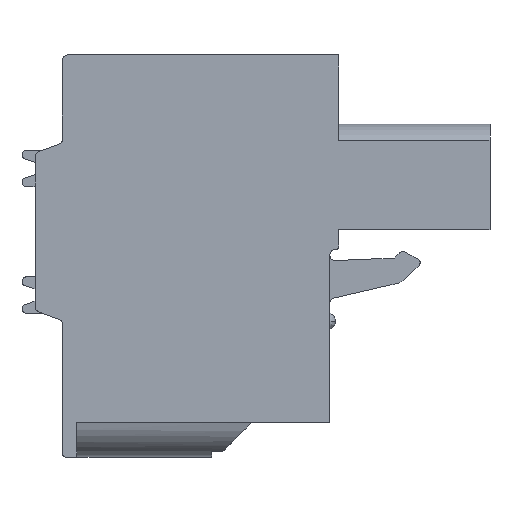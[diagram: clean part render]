
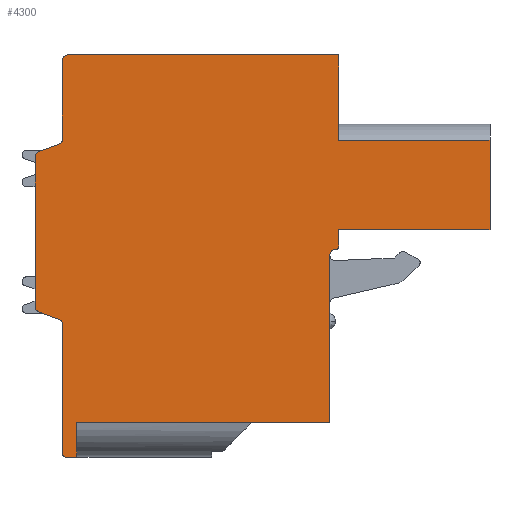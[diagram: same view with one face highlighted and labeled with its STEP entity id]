
A CAD part, front view. The second image highlights one B-rep face of the part: STEP entity #4300.
In plain terms, the highlighted planar face has unit normal (0, -1, 0).
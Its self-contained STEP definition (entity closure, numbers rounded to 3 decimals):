
#307=DIRECTION('',(0.,0.,1.));
#308=VECTOR('',#307,4.7);
#309=CARTESIAN_POINT('',(4.181,-15.14,6.775));
#310=LINE('',#309,#308);
#337=DIRECTION('',(-1.,0.,0.));
#338=VECTOR('',#337,8.3);
#339=CARTESIAN_POINT('',(12.481,-15.14,6.775));
#340=LINE('',#339,#338);
#341=DIRECTION('',(0.,0.,-1.));
#342=VECTOR('',#341,4.9);
#343=CARTESIAN_POINT('',(12.481,-15.14,6.775));
#344=LINE('',#343,#342);
#345=DIRECTION('',(-1.,0.,0.));
#346=VECTOR('',#345,8.3);
#347=CARTESIAN_POINT('',(12.481,-15.14,1.875));
#348=LINE('',#347,#346);
#349=DIRECTION('',(0.,0.,-1.));
#350=VECTOR('',#349,0.901);
#351=CARTESIAN_POINT('',(4.181,-15.14,1.875));
#352=LINE('',#351,#350);
#353=CARTESIAN_POINT('',(3.981,-15.14,0.974));
#354=DIRECTION('',(0.,1.,0.));
#355=DIRECTION('',(1.,0.,0.));
#356=AXIS2_PLACEMENT_3D('',#353,#354,#355);
#358=CARTESIAN_POINT('',(3.981,-15.14,0.474));
#359=DIRECTION('',(0.,-1.,0.));
#360=DIRECTION('',(0.,0.,1.));
#361=AXIS2_PLACEMENT_3D('',#358,#359,#360);
#363=DIRECTION('',(-1.,0.,0.));
#364=VECTOR('',#363,13.9);
#365=CARTESIAN_POINT('',(3.681,-15.14,-8.725));
#366=LINE('',#365,#364);
#367=DIRECTION('',(0.,0.,-1.));
#368=VECTOR('',#367,1.9);
#369=CARTESIAN_POINT('',(-10.219,-15.14,-8.725));
#370=LINE('',#369,#368);
#371=DIRECTION('',(-1.,0.,0.));
#372=VECTOR('',#371,0.6);
#373=CARTESIAN_POINT('',(-10.219,-15.14,-10.625));
#374=LINE('',#373,#372);
#375=CARTESIAN_POINT('',(-10.819,-15.14,-10.425));
#376=DIRECTION('',(0.,1.,0.));
#377=DIRECTION('',(0.,0.,-1.));
#378=AXIS2_PLACEMENT_3D('',#375,#376,#377);
#380=DIRECTION('',(0.,0.,1.));
#381=VECTOR('',#380,7.095);
#382=CARTESIAN_POINT('',(-11.019,-15.14,-10.425));
#383=LINE('',#382,#381);
#384=CARTESIAN_POINT('',(-11.319,-15.14,-3.33));
#385=DIRECTION('',(0.,-1.,0.));
#386=DIRECTION('',(1.,0.,0.));
#387=AXIS2_PLACEMENT_3D('',#384,#385,#386);
#389=DIRECTION('',(-0.94,0.,0.342));
#390=VECTOR('',#389,1.176);
#391=CARTESIAN_POINT('',(-11.216,-15.14,-3.048));
#392=LINE('',#391,#390);
#393=CARTESIAN_POINT('',(-12.219,-15.14,-2.364));
#394=DIRECTION('',(0.,1.,0.));
#395=DIRECTION('',(-0.342,0.,-0.94));
#396=AXIS2_PLACEMENT_3D('',#393,#394,#395);
#398=DIRECTION('',(0.,0.,1.));
#399=VECTOR('',#398,8.238);
#400=CARTESIAN_POINT('',(-12.519,-15.14,-2.364));
#401=LINE('',#400,#399);
#402=CARTESIAN_POINT('',(-12.219,-15.14,5.874));
#403=DIRECTION('',(0.,1.,0.));
#404=DIRECTION('',(-1.,0.,0.));
#405=AXIS2_PLACEMENT_3D('',#402,#403,#404);
#407=DIRECTION('',(0.94,0.,0.342));
#408=VECTOR('',#407,1.176);
#409=CARTESIAN_POINT('',(-12.321,-15.14,6.156));
#410=LINE('',#409,#408);
#411=CARTESIAN_POINT('',(-11.319,-15.14,6.84));
#412=DIRECTION('',(0.,-1.,0.));
#413=DIRECTION('',(0.342,0.,-0.94));
#414=AXIS2_PLACEMENT_3D('',#411,#412,#413);
#416=DIRECTION('',(0.,0.,1.));
#417=VECTOR('',#416,4.335);
#418=CARTESIAN_POINT('',(-11.019,-15.14,6.84));
#419=LINE('',#418,#417);
#420=CARTESIAN_POINT('',(-10.719,-15.14,11.175));
#421=DIRECTION('',(0.,1.,0.));
#422=DIRECTION('',(-1.,0.,0.));
#423=AXIS2_PLACEMENT_3D('',#420,#421,#422);
#425=DIRECTION('',(1.,0.,0.));
#426=VECTOR('',#425,14.9);
#427=CARTESIAN_POINT('',(-10.719,-15.14,11.475));
#428=LINE('',#427,#426);
#639=DIRECTION('',(0.,0.,1.));
#640=VECTOR('',#639,9.199);
#641=CARTESIAN_POINT('',(3.681,-15.14,-8.725));
#642=LINE('',#641,#640);
#3012=CARTESIAN_POINT('',(-12.519,-15.14,-2.364));
#3013=CARTESIAN_POINT('',(-12.519,-15.14,5.874));
#3014=VERTEX_POINT('',#3012);
#3015=VERTEX_POINT('',#3013);
#3016=CARTESIAN_POINT('',(-12.321,-15.14,6.156));
#3017=VERTEX_POINT('',#3016);
#3018=CARTESIAN_POINT('',(-11.216,-15.14,6.558));
#3019=VERTEX_POINT('',#3018);
#3020=CARTESIAN_POINT('',(-11.019,-15.14,6.84));
#3021=VERTEX_POINT('',#3020);
#3022=CARTESIAN_POINT('',(-11.019,-15.14,11.175));
#3023=VERTEX_POINT('',#3022);
#3024=CARTESIAN_POINT('',(-10.719,-15.14,11.475));
#3025=VERTEX_POINT('',#3024);
#3026=CARTESIAN_POINT('',(4.181,-15.14,11.475));
#3027=VERTEX_POINT('',#3026);
#3028=CARTESIAN_POINT('',(3.681,-15.14,-8.725));
#3029=CARTESIAN_POINT('',(-10.219,-15.14,-8.725));
#3030=VERTEX_POINT('',#3028);
#3031=VERTEX_POINT('',#3029);
#3032=CARTESIAN_POINT('',(-10.219,-15.14,-10.625));
#3033=VERTEX_POINT('',#3032);
#3034=CARTESIAN_POINT('',(-10.819,-15.14,-10.625));
#3035=VERTEX_POINT('',#3034);
#3036=CARTESIAN_POINT('',(-11.019,-15.14,-10.425));
#3037=VERTEX_POINT('',#3036);
#3038=CARTESIAN_POINT('',(-11.019,-15.14,-3.33));
#3039=VERTEX_POINT('',#3038);
#3040=CARTESIAN_POINT('',(-11.216,-15.14,-3.048));
#3041=VERTEX_POINT('',#3040);
#3042=CARTESIAN_POINT('',(-12.321,-15.14,-2.646));
#3043=VERTEX_POINT('',#3042);
#3054=CARTESIAN_POINT('',(4.181,-15.14,0.974));
#3055=CARTESIAN_POINT('',(3.981,-15.14,0.774));
#3056=VERTEX_POINT('',#3054);
#3057=VERTEX_POINT('',#3055);
#3058=CARTESIAN_POINT('',(4.181,-15.14,1.875));
#3059=VERTEX_POINT('',#3058);
#3060=CARTESIAN_POINT('',(3.681,-15.14,0.474));
#3061=VERTEX_POINT('',#3060);
#3062=CARTESIAN_POINT('',(12.481,-15.14,1.875));
#3063=VERTEX_POINT('',#3062);
#3593=CARTESIAN_POINT('',(4.181,-15.14,6.775));
#3595=VERTEX_POINT('',#3593);
#3598=CARTESIAN_POINT('',(12.481,-15.14,6.775));
#3599=VERTEX_POINT('',#3598);
#4250=CARTESIAN_POINT('',(0.,-15.14,0.));
#4251=DIRECTION('',(0.,1.,0.));
#4252=DIRECTION('',(1.,0.,0.));
#4253=AXIS2_PLACEMENT_3D('',#4250,#4251,#4252);
#4254=PLANE('',#4253);
#4255=ORIENTED_EDGE('',*,*,#4221,.F.);
#4256=ORIENTED_EDGE('',*,*,#4026,.T.);
#4258=ORIENTED_EDGE('',*,*,#4257,.T.);
#4260=ORIENTED_EDGE('',*,*,#4259,.T.);
#4262=ORIENTED_EDGE('',*,*,#4261,.T.);
#4264=ORIENTED_EDGE('',*,*,#4263,.T.);
#4266=ORIENTED_EDGE('',*,*,#4265,.F.);
#4268=ORIENTED_EDGE('',*,*,#4267,.T.);
#4270=ORIENTED_EDGE('',*,*,#4269,.T.);
#4272=ORIENTED_EDGE('',*,*,#4271,.T.);
#4274=ORIENTED_EDGE('',*,*,#4273,.T.);
#4276=ORIENTED_EDGE('',*,*,#4275,.T.);
#4278=ORIENTED_EDGE('',*,*,#4277,.T.);
#4280=ORIENTED_EDGE('',*,*,#4279,.T.);
#4282=ORIENTED_EDGE('',*,*,#4281,.T.);
#4284=ORIENTED_EDGE('',*,*,#4283,.T.);
#4286=ORIENTED_EDGE('',*,*,#4285,.T.);
#4288=ORIENTED_EDGE('',*,*,#4287,.T.);
#4290=ORIENTED_EDGE('',*,*,#4289,.T.);
#4292=ORIENTED_EDGE('',*,*,#4291,.T.);
#4294=ORIENTED_EDGE('',*,*,#4293,.T.);
#4296=ORIENTED_EDGE('',*,*,#4295,.T.);
#4297=ORIENTED_EDGE('',*,*,#4235,.F.);
#4298=EDGE_LOOP('',(#4255,#4256,#4258,#4260,#4262,#4264,#4266,#4268,#4270,#4272,
#4274,#4276,#4278,#4280,#4282,#4284,#4286,#4288,#4290,#4292,#4294,#4296,#4297));
#4299=FACE_OUTER_BOUND('',#4298,.F.);
#4300=ADVANCED_FACE('',(#4299),#4254,.F.);
#357=CIRCLE('',#356,0.2);
#362=CIRCLE('',#361,0.3);
#379=CIRCLE('',#378,0.2);
#388=CIRCLE('',#387,0.3);
#397=CIRCLE('',#396,0.3);
#406=CIRCLE('',#405,0.3);
#415=CIRCLE('',#414,0.3);
#424=CIRCLE('',#423,0.3);
#4026=EDGE_CURVE('',#3599,#3063,#344,.T.);
#4221=EDGE_CURVE('',#3599,#3595,#340,.T.);
#4235=EDGE_CURVE('',#3595,#3027,#310,.T.);
#4257=EDGE_CURVE('',#3063,#3059,#348,.T.);
#4259=EDGE_CURVE('',#3059,#3056,#352,.T.);
#4261=EDGE_CURVE('',#3056,#3057,#357,.T.);
#4263=EDGE_CURVE('',#3057,#3061,#362,.T.);
#4265=EDGE_CURVE('',#3030,#3061,#642,.T.);
#4267=EDGE_CURVE('',#3030,#3031,#366,.T.);
#4269=EDGE_CURVE('',#3031,#3033,#370,.T.);
#4271=EDGE_CURVE('',#3033,#3035,#374,.T.);
#4273=EDGE_CURVE('',#3035,#3037,#379,.T.);
#4275=EDGE_CURVE('',#3037,#3039,#383,.T.);
#4277=EDGE_CURVE('',#3039,#3041,#388,.T.);
#4279=EDGE_CURVE('',#3041,#3043,#392,.T.);
#4281=EDGE_CURVE('',#3043,#3014,#397,.T.);
#4283=EDGE_CURVE('',#3014,#3015,#401,.T.);
#4285=EDGE_CURVE('',#3015,#3017,#406,.T.);
#4287=EDGE_CURVE('',#3017,#3019,#410,.T.);
#4289=EDGE_CURVE('',#3019,#3021,#415,.T.);
#4291=EDGE_CURVE('',#3021,#3023,#419,.T.);
#4293=EDGE_CURVE('',#3023,#3025,#424,.T.);
#4295=EDGE_CURVE('',#3025,#3027,#428,.T.);
